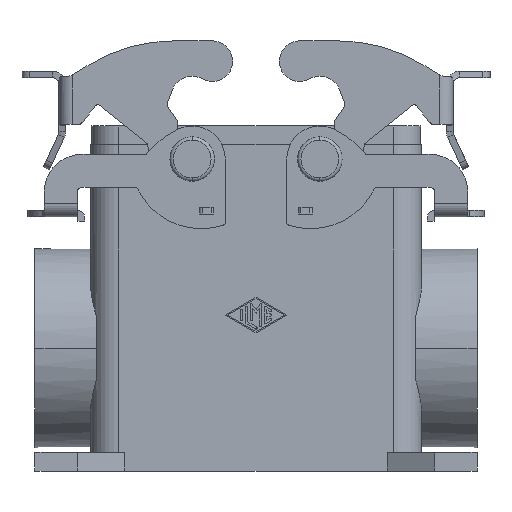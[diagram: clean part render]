
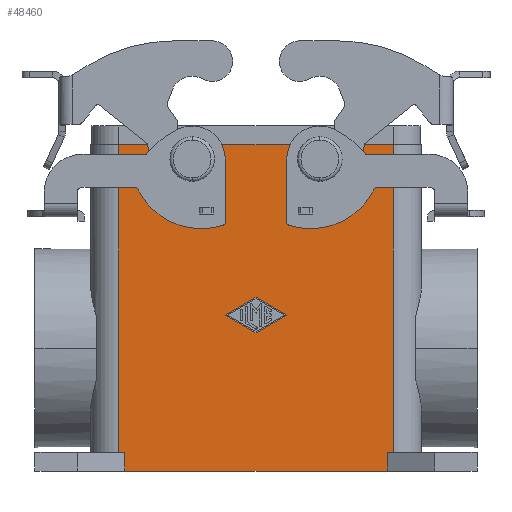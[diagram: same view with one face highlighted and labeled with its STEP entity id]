
A CAD part, front view. The second image highlights one B-rep face of the part: STEP entity #48460.
In plain terms, the highlighted planar face has unit normal (0, -1, 0).
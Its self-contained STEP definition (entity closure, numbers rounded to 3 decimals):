
#13050=CARTESIAN_POINT('',(0.,-22.25,1.5)
);
#13060=VERTEX_POINT('',#13050);
#13240=CARTESIAN_POINT('',(0.,-22.25,
-1.5));
#13250=VERTEX_POINT('',#13240);
#13280=CARTESIAN_POINT('',(0.,-22.25,0.));
#13290=DIRECTION('',(0.,1.,0.));
#13300=DIRECTION('',(0.,0.,1.));
#13310=AXIS2_PLACEMENT_3D('',#13280,#13290,#13300);
#13320=CIRCLE('',#13310,1.5);
#13330=EDGE_CURVE('',#13250,#13060,#13320,.T.);
#18630=CARTESIAN_POINT('',(-27.,-22.25,1.5));
#18640=VERTEX_POINT('',#18630);
#18820=CARTESIAN_POINT('',(-27.,-22.25,-1.5));
#18830=VERTEX_POINT('',#18820);
#18860=CARTESIAN_POINT('',(-27.,-22.25,0.));
#18870=DIRECTION('',(0.,1.,0.));
#18880=DIRECTION('',(0.,0.,1.));
#18890=AXIS2_PLACEMENT_3D('',#18860,#18870,#18880);
#18900=CIRCLE('',#18890,1.5);
#18910=EDGE_CURVE('',#18830,#18640,#18900,.T.);
#38060=CARTESIAN_POINT('',(-13.5,-22.25,-36.749));
#38070=VERTEX_POINT('',#38060);
#38120=CARTESIAN_POINT('',(-13.5,-22.25,-36.749));
#38130=DIRECTION('',(-0.866,0.,0.5));
#38140=VECTOR('',#38130,7.504);
#38150=LINE('',#38120,#38140);
#38160=CARTESIAN_POINT('',(-20.,-22.25,-33.));
#38170=VERTEX_POINT('',#38160);
#38180=EDGE_CURVE('',#38070,#38170,#38150,.T.);
#38530=CARTESIAN_POINT('',(-7.,-22.25,-33.));
#38540=VERTEX_POINT('',#38530);
#38590=CARTESIAN_POINT('',(-7.,-22.25,-33.));
#38600=DIRECTION('',(-0.866,0.,-0.5));
#38610=VECTOR('',#38600,7.504);
#38620=LINE('',#38590,#38610);
#38630=EDGE_CURVE('',#38540,#38070,#38620,.T.);
#38910=CARTESIAN_POINT('',(-13.5,-22.25,-29.251));
#38920=VERTEX_POINT('',#38910);
#38970=CARTESIAN_POINT('',(-13.5,-22.25,-29.251));
#38980=DIRECTION('',(0.866,0.,-0.5));
#38990=VECTOR('',#38980,7.504);
#39000=LINE('',#38970,#38990);
#39010=EDGE_CURVE('',#38920,#38540,#39000,.T.);
#39260=CARTESIAN_POINT('',(-20.,-22.25,-33.));
#39270=DIRECTION('',(0.866,0.,0.5));
#39280=VECTOR('',#39270,7.504);
#39290=LINE('',#39260,#39280);
#39300=EDGE_CURVE('',#38170,#38920,#39290,.T.);
#47590=CARTESIAN_POINT('',(14.25,-22.25,-66.));
#47600=DIRECTION('',(0.,-1.,0.));
#47610=DIRECTION('',(0.,0.,-1.));
#47620=AXIS2_PLACEMENT_3D('',#47590,#47600,#47610);
#47630=PLANE('',#47620);
#47640=CARTESIAN_POINT('',(-41.25,-22.25,-62.));
#47650=DIRECTION('',(-1.,0.,0.));
#47660=VECTOR('',#47650,1.25);
#47670=LINE('',#47640,#47660);
#47680=CARTESIAN_POINT('',(-41.25,-22.25,-62.));
#47690=VERTEX_POINT('',#47680);
#47700=CARTESIAN_POINT('',(-42.5,-22.25,-62.));
#47710=VERTEX_POINT('',#47700);
#47720=EDGE_CURVE('',#47690,#47710,#47670,.T.);
#47730=ORIENTED_EDGE('',*,*,#47720,.F.);
#47740=CARTESIAN_POINT('',(-42.5,-22.25,-62.));
#47750=DIRECTION('',(0.,0.,1.));
#47760=VECTOR('',#47750,65.);
#47770=LINE('',#47740,#47760);
#47780=CARTESIAN_POINT('',(-42.5,-22.25,3.));
#47790=VERTEX_POINT('',#47780);
#47800=EDGE_CURVE('',#47710,#47790,#47770,.T.);
#47810=ORIENTED_EDGE('',*,*,#47800,.F.);
#47820=CARTESIAN_POINT('',(15.5,-22.25,3.));
#47830=DIRECTION('',(-1.,0.,0.));
#47840=VECTOR('',#47830,58.);
#47850=LINE('',#47820,#47840);
#47860=CARTESIAN_POINT('',(15.5,-22.25,3.));
#47870=VERTEX_POINT('',#47860);
#47880=EDGE_CURVE('',#47870,#47790,#47850,.T.);
#47890=ORIENTED_EDGE('',*,*,#47880,.T.);
#47900=CARTESIAN_POINT('',(15.5,-22.25,-62.));
#47910=DIRECTION('',(0.,0.,1.));
#47920=VECTOR('',#47910,65.);
#47930=LINE('',#47900,#47920);
#47940=CARTESIAN_POINT('',(15.5,-22.25,-62.));
#47950=VERTEX_POINT('',#47940);
#47960=EDGE_CURVE('',#47950,#47870,#47930,.T.);
#47970=ORIENTED_EDGE('',*,*,#47960,.T.);
#47980=CARTESIAN_POINT('',(15.5,-22.25,-62.));
#47990=DIRECTION('',(-1.,0.,0.));
#48000=VECTOR('',#47990,1.25);
#48010=LINE('',#47980,#48000);
#48020=CARTESIAN_POINT('',(14.25,-22.25,-62.));
#48030=VERTEX_POINT('',#48020);
#48040=EDGE_CURVE('',#47950,#48030,#48010,.T.);
#48050=ORIENTED_EDGE('',*,*,#48040,.F.);
#48060=CARTESIAN_POINT('',(14.25,-22.25,-66.));
#48070=DIRECTION('',(0.,0.,1.));
#48080=VECTOR('',#48070,4.);
#48090=LINE('',#48060,#48080);
#48100=CARTESIAN_POINT('',(14.25,-22.25,-66.));
#48110=VERTEX_POINT('',#48100);
#48120=EDGE_CURVE('',#48110,#48030,#48090,.T.);
#48130=ORIENTED_EDGE('',*,*,#48120,.T.);
#48140=CARTESIAN_POINT('',(14.25,-22.25,-66.));
#48150=DIRECTION('',(-1.,0.,0.));
#48160=VECTOR('',#48150,55.5);
#48170=LINE('',#48140,#48160);
#48180=CARTESIAN_POINT('',(-41.25,-22.25,-66.));
#48190=VERTEX_POINT('',#48180);
#48200=EDGE_CURVE('',#48110,#48190,#48170,.T.);
#48210=ORIENTED_EDGE('',*,*,#48200,.F.);
#48220=CARTESIAN_POINT('',(-41.25,-22.25,-66.));
#48230=DIRECTION('',(0.,0.,1.));
#48240=VECTOR('',#48230,4.);
#48250=LINE('',#48220,#48240);
#48260=EDGE_CURVE('',#48190,#47690,#48250,.T.);
#48270=ORIENTED_EDGE('',*,*,#48260,.F.);
#48280=EDGE_LOOP('',(#48270,#48210,#48130,#48050,#47970,#47890,#47810,
#47730));
#48290=FACE_OUTER_BOUND('',#48280,.T.);
#48300=EDGE_CURVE('',#13060,#13250,#13320,.T.);
#48310=ORIENTED_EDGE('',*,*,#48300,.T.);
#48320=ORIENTED_EDGE('',*,*,#13330,.T.);
#48330=EDGE_LOOP('',(#48320,#48310));
#48340=FACE_BOUND('',#48330,.T.);
#48350=EDGE_CURVE('',#18640,#18830,#18900,.T.);
#48360=ORIENTED_EDGE('',*,*,#48350,.T.);
#48370=ORIENTED_EDGE('',*,*,#18910,.T.);
#48380=EDGE_LOOP('',(#48370,#48360));
#48390=FACE_BOUND('',#48380,.T.);
#48400=ORIENTED_EDGE('',*,*,#38630,.T.);
#48410=ORIENTED_EDGE('',*,*,#39010,.T.);
#48420=ORIENTED_EDGE('',*,*,#39300,.T.);
#48430=ORIENTED_EDGE('',*,*,#38180,.T.);
#48440=EDGE_LOOP('',(#48430,#48420,#48410,#48400));
#48450=FACE_BOUND('',#48440,.T.);
#48460=ADVANCED_FACE('',(#48290,#48340,#48390,#48450),#47630,.T.);
